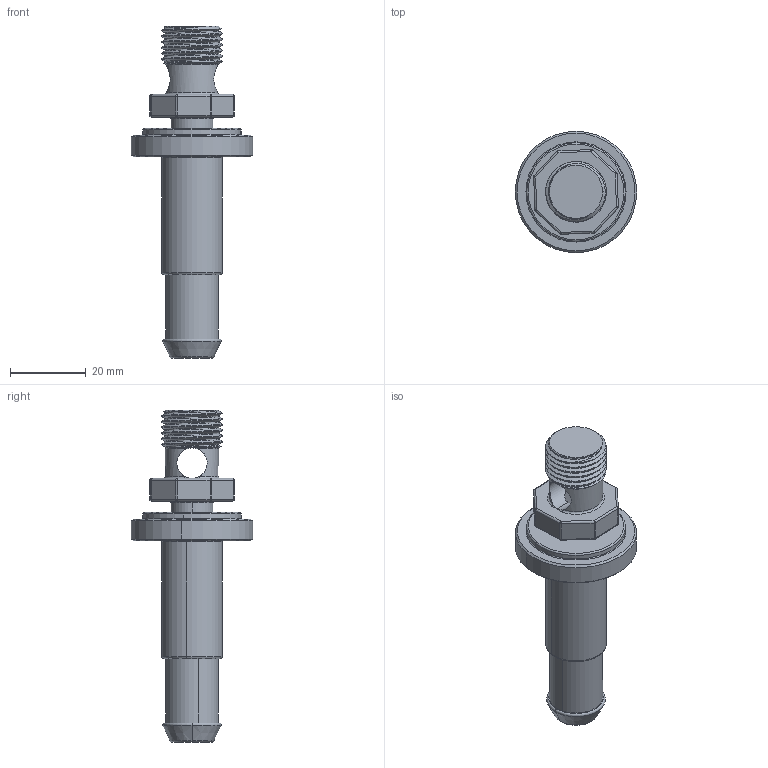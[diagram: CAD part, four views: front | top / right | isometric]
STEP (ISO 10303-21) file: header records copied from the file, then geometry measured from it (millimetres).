
FILE_DESCRIPTION (( 'STEP AP214' ), '1' );
FILE_NAME ('Dichtungshülse -komplett-MS.STEP', '2015-07-29T23:40:47', ( '' ), ( '' ), 'SwSTEP 2.0', 'SolidWorks 2011', '' );
FILE_SCHEMA (( 'AUTOMOTIVE_DESIGN' ));
Length unit declared in the file: millimetre
Products named in the file (5): Dichtungshülse-Gummihülse-MS; Dichtungshülse-Dichtung-MS; Dichtungshülse-Abschluss-MS; Dichtungshülse-Zugstange-MS; Dichtungshülse -komplett-MS
Assembly tree (4 placements, depth 2):
  Dichtungshülse -komplett-MS
    Dichtungshülse-Gummihülse-MS
    Dichtungshülse-Zugstange-MS
    Dichtungshülse-Abschluss-MS
    Dichtungshülse-Dichtung-MS
Bounding box: 32 x 32 x 87.5 mm (x, y, z)
Volume: 17874.9 mm3; surface area: 13894.2 mm2
Topology: 4 solids, 4 shells, 291 faces, 664 edges, 365 vertices
Faces by surface type: cylinder 123, torus 56, plane 39, sphere 35, bspline 27, cone 11
Entity records: 11438 total; most frequent: CARTESIAN_POINT 4895, DIRECTION 1387, ORIENTED_EDGE 1272, EDGE_CURVE 636, AXIS2_PLACEMENT_3D 595, VERTEX_POINT 355, CIRCLE 324, EDGE_LOOP 303
